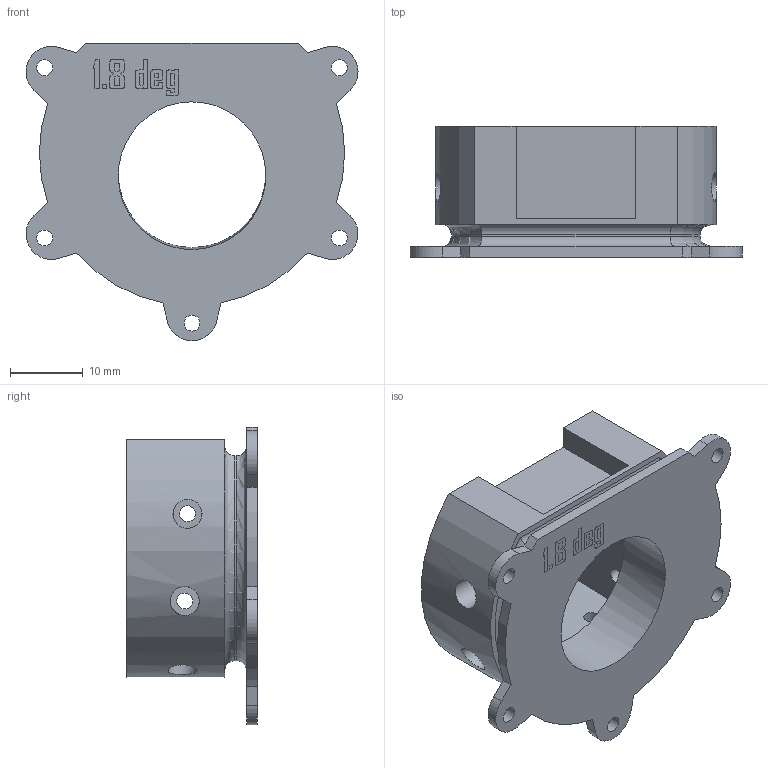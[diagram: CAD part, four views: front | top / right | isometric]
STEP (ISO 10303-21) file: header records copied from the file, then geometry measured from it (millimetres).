
FILE_DESCRIPTION(('FreeCAD Model'),'2;1');
FILE_NAME('Open CASCADE Shape Model','2025-07-19T02:36:10',(''),(''), 'Open CASCADE STEP processor 7.8','FreeCAD','Unknown');
FILE_SCHEMA(('AUTOMOTIVE_DESIGN { 1 0 10303 214 1 1 1 1 }'));
Length unit declared in the file: millimetre
Products named in the file (1): CameraCage
Bounding box: 45.68 x 18 x 40.91 mm (x, y, z)
Volume: 10720.6 mm3; surface area: 6660.1 mm2
Topology: 1 solids, 7 shells, 180 faces, 467 edges, 310 vertices
Faces by surface type: plane 109, extrusion 36, cylinder 33, torus 2
Full cylindrical faces by diameter (mm): 2.2 x11, 4 x6, 20.3 x1
Entity records: 5986 total; most frequent: CARTESIAN_POINT 1593, ORIENTED_EDGE 934, DIRECTION 769, EDGE_CURVE 467, VECTOR 363, LINE 327, VERTEX_POINT 310, FACE_BOUND 223
